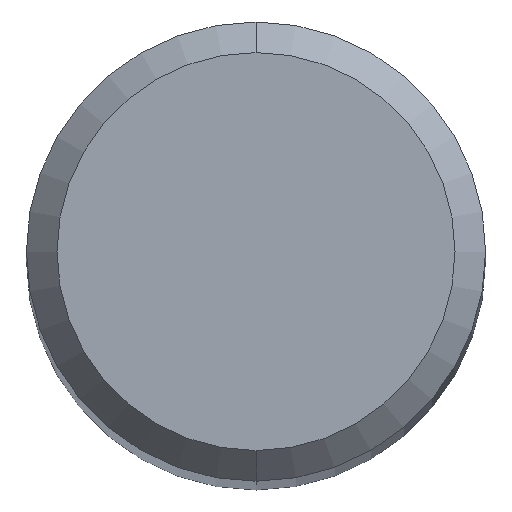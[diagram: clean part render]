
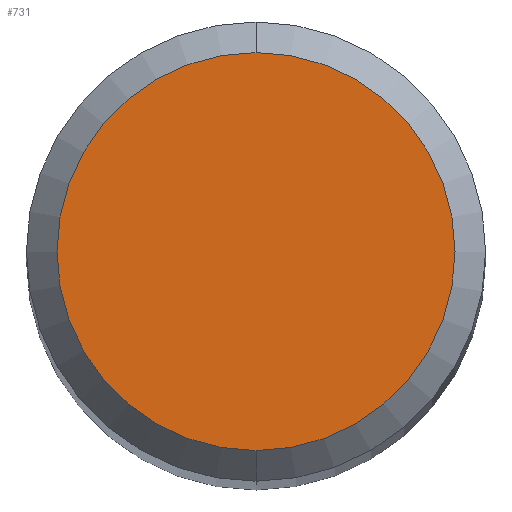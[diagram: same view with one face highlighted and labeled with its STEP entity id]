
A CAD part, top view. The second image highlights one B-rep face of the part: STEP entity #731.
In plain terms, the highlighted planar face has unit normal (0, 0, 1).
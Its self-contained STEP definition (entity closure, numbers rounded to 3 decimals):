
#677=VERTEX_POINT('',#1662);
#731=ADVANCED_FACE('',(#1721),#1722,.T.);
#1093=VERTEX_POINT('',#2117);
#1247=EDGE_CURVE('',#677,#1093,#2286,.T.);
#1255=EDGE_CURVE('',#1093,#677,#2295,.T.);
#1662=CARTESIAN_POINT('',(0.0,2.6,0.0));
#1721=FACE_OUTER_BOUND('',#3674,.T.);
#1722=PLANE('',#3675);
#2117=CARTESIAN_POINT('',(0.,-2.6,0.0));
#2286=CIRCLE('',#6321,2.6);
#2295=CIRCLE('',#6332,2.6);
#3674=EDGE_LOOP('',(#8269,#8270));
#3675=AXIS2_PLACEMENT_3D('',#8271,#8272,#8273);
#6321=AXIS2_PLACEMENT_3D('',#8948,#8949,#8950);
#6332=AXIS2_PLACEMENT_3D('',#8965,#8966,#8967);
#8269=ORIENTED_EDGE('',*,*,#1247,.F.);
#8270=ORIENTED_EDGE('',*,*,#1255,.F.);
#8271=CARTESIAN_POINT('',(0.0,1.3,0.0));
#8272=DIRECTION('',(-0.0,0.0,1.0));
#8273=DIRECTION('',(0.0,-1.0,0.0));
#8948=CARTESIAN_POINT('',(0.0,0.0,0.0));
#8949=DIRECTION('',(0.0,0.0,-1.0));
#8950=DIRECTION('',(0.0,1.0,0.0));
#8965=CARTESIAN_POINT('',(0.0,0.0,0.0));
#8966=DIRECTION('',(0.0,0.0,-1.0));
#8967=DIRECTION('',(0.0,1.0,0.0));
